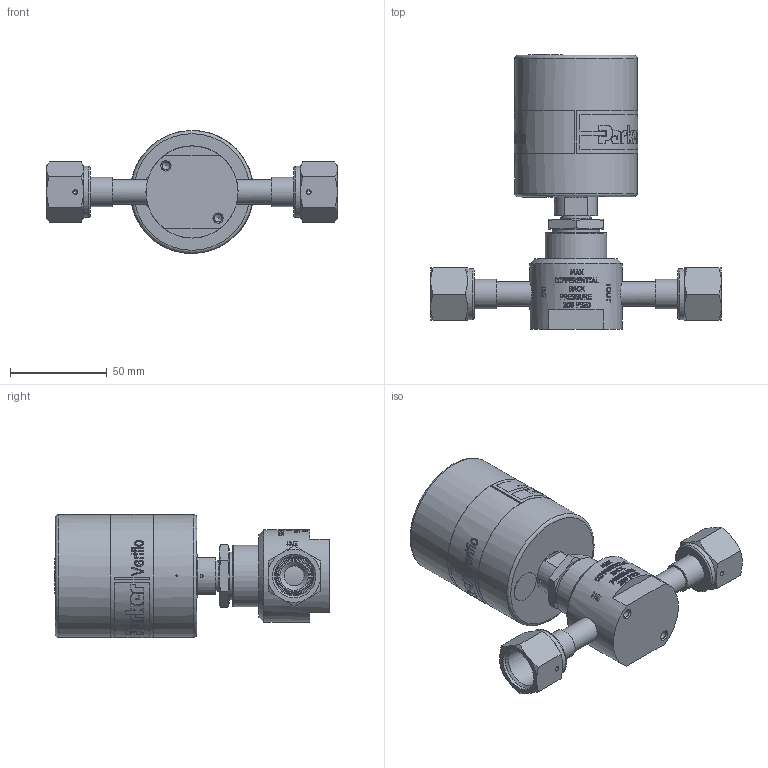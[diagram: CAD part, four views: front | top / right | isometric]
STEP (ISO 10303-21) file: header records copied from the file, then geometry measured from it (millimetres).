
FILE_DESCRIPTION(/* description */ (''),/* implementation_level */ '2;1');
FILE_NAME(/* name */ '18RAOPNCSFS8FF.stp',/* time_stamp */ '2017-09-15T11:19:55+06:00',/* author */ ('PV00476129'),/* organization */ (''),/* preprocessor_version */ 'ST-DEVELOPER v16.1',/* originating_system */ 'Autodesk Inventor 2016',/* authorisation */ '');
FILE_SCHEMA (('AUTOMOTIVE_DESIGN { 1 0 10303 214 3 1 1 }'));
Length unit declared in the file: inch
Products named in the file (1): 18RAOPNCSFS8FF
Bounding box: 149.71 x 141.74 x 63.51 mm (x, y, z)
Volume: 329828.6 mm3; surface area: 46786.5 mm2
Topology: 1 solids, 5 shells, 1993 faces, 5259 edges, 3496 vertices
Faces by surface type: plane 1136, bspline 650, cylinder 149, cone 47, torus 11
Full cylindrical faces by diameter (mm): 1.041 x1, 1.575 x1, 1.6 x1, 2.413 x4, 3.962 x2, 10.312 x2, 12.192 x1, 12.751 x2, 14.961 x2, 15.138 x2, 15.672 x2, 15.748 x2, 17.78 x1, 18.771 x2, 20.269 x2, 22.225 x1, 22.479 x2, 24.638 x1, 26.416 x2, 26.987 x1, 31.75 x1, 47.498 x1, 50.8 x1, 63.246 x1
Entity records: 97540 total; most frequent: CARTESIAN_POINT 50772, ORIENTED_EDGE 10322, DIRECTION 7265, EDGE_CURVE 5161, VERTEX_POINT 3470, LINE 3013, VECTOR 3013, EDGE_LOOP 2293
